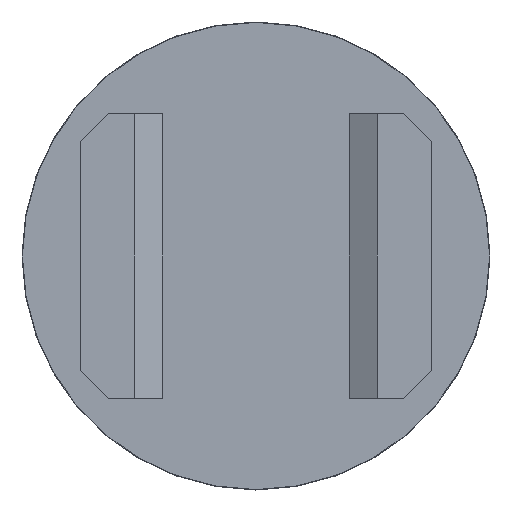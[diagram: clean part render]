
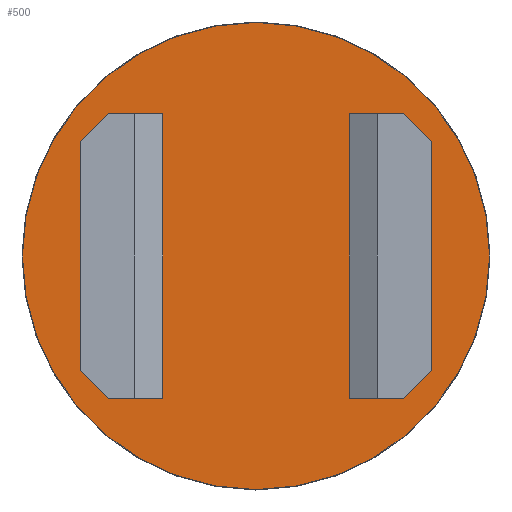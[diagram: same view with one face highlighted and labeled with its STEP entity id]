
A CAD part, front view. The second image highlights one B-rep face of the part: STEP entity #500.
In plain terms, the highlighted planar face has unit normal (0, -1, 0).
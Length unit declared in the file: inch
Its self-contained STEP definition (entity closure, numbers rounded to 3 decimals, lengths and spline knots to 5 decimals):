
#31=FACE_BOUND('',#187,.T.);
#32=FACE_BOUND('',#188,.T.);
#33=LINE('',#711,#75);
#37=LINE('',#719,#79);
#41=LINE('',#727,#83);
#44=LINE('',#734,#86);
#48=LINE('',#742,#90);
#52=LINE('',#750,#94);
#55=LINE('',#795,#97);
#56=LINE('',#797,#98);
#57=LINE('',#798,#99);
#58=LINE('',#800,#100);
#59=LINE('',#802,#101);
#60=LINE('',#803,#102);
#75=VECTOR('',#577,0.3937);
#79=VECTOR('',#583,0.3937);
#83=VECTOR('',#589,0.3937);
#86=VECTOR('',#594,0.3937);
#90=VECTOR('',#600,0.3937);
#94=VECTOR('',#606,0.3937);
#97=VECTOR('',#663,0.3937);
#98=VECTOR('',#664,0.3937);
#99=VECTOR('',#665,0.3937);
#100=VECTOR('',#666,0.3937);
#101=VECTOR('',#667,0.3937);
#102=VECTOR('',#668,0.3937);
#142=FACE_OUTER_BOUND('',#186,.T.);
#186=EDGE_LOOP('',(#364));
#187=EDGE_LOOP('',(#365,#366,#367,#368,#369,#370));
#188=EDGE_LOOP('',(#371,#372,#373,#374,#375,#376));
#204=CIRCLE('',#538,0.5);
#214=VERTEX_POINT('',#709);
#215=VERTEX_POINT('',#710);
#218=VERTEX_POINT('',#718);
#221=VERTEX_POINT('',#726);
#223=VERTEX_POINT('',#732);
#224=VERTEX_POINT('',#733);
#227=VERTEX_POINT('',#741);
#230=VERTEX_POINT('',#749);
#236=VERTEX_POINT('',#766);
#245=VERTEX_POINT('',#794);
#246=VERTEX_POINT('',#796);
#247=VERTEX_POINT('',#799);
#248=VERTEX_POINT('',#801);
#256=EDGE_CURVE('',#214,#215,#33,.T.);
#260=EDGE_CURVE('',#215,#218,#37,.T.);
#264=EDGE_CURVE('',#218,#221,#41,.T.);
#267=EDGE_CURVE('',#223,#224,#44,.T.);
#271=EDGE_CURVE('',#224,#227,#48,.T.);
#275=EDGE_CURVE('',#227,#230,#52,.T.);
#282=EDGE_CURVE('',#236,#236,#204,.T.);
#291=EDGE_CURVE('',#245,#223,#55,.T.);
#292=EDGE_CURVE('',#246,#245,#56,.T.);
#293=EDGE_CURVE('',#230,#246,#57,.T.);
#294=EDGE_CURVE('',#247,#214,#58,.T.);
#295=EDGE_CURVE('',#248,#247,#59,.T.);
#296=EDGE_CURVE('',#221,#248,#60,.T.);
#364=ORIENTED_EDGE('',*,*,#282,.F.);
#365=ORIENTED_EDGE('',*,*,#275,.F.);
#366=ORIENTED_EDGE('',*,*,#271,.F.);
#367=ORIENTED_EDGE('',*,*,#267,.F.);
#368=ORIENTED_EDGE('',*,*,#291,.F.);
#369=ORIENTED_EDGE('',*,*,#292,.F.);
#370=ORIENTED_EDGE('',*,*,#293,.F.);
#371=ORIENTED_EDGE('',*,*,#264,.F.);
#372=ORIENTED_EDGE('',*,*,#260,.F.);
#373=ORIENTED_EDGE('',*,*,#256,.F.);
#374=ORIENTED_EDGE('',*,*,#294,.F.);
#375=ORIENTED_EDGE('',*,*,#295,.F.);
#376=ORIENTED_EDGE('',*,*,#296,.F.);
#435=PLANE('',#556);
#500=ADVANCED_FACE('',(#142,#31,#32),#435,.F.);
#538=AXIS2_PLACEMENT_3D('',#767,#625,#626);
#556=AXIS2_PLACEMENT_3D('',#793,#661,#662);
#577=DIRECTION('',(0.,0.,1.));
#583=DIRECTION('',(-1.,0.,0.));
#589=DIRECTION('',(-0.707,0.,-0.707));
#594=DIRECTION('',(0.,0.,-1.));
#600=DIRECTION('',(1.,0.,0.));
#606=DIRECTION('',(0.707,0.,0.707));
#625=DIRECTION('center_axis',(0.,1.,0.));
#626=DIRECTION('ref_axis',(-1.,0.,0.));
#661=DIRECTION('center_axis',(0.,1.,0.));
#662=DIRECTION('ref_axis',(-1.,0.,0.));
#663=DIRECTION('',(-1.,0.,0.));
#664=DIRECTION('',(-0.707,0.,0.707));
#665=DIRECTION('',(0.,0.,1.));
#666=DIRECTION('',(1.,0.,0.));
#667=DIRECTION('',(0.707,0.,-0.707));
#668=DIRECTION('',(0.,0.,-1.));
#709=CARTESIAN_POINT('',(-0.2,0.14,-0.305));
#710=CARTESIAN_POINT('',(-0.2,0.14,0.305));
#711=CARTESIAN_POINT('',(-0.2,0.14,0.1525));
#718=CARTESIAN_POINT('',(-0.315,0.14,0.305));
#719=CARTESIAN_POINT('',(-0.1875,0.14,0.305));
#726=CARTESIAN_POINT('',(-0.375,0.14,0.245));
#727=CARTESIAN_POINT('',(-0.3275,0.14,0.2925));
#732=CARTESIAN_POINT('',(0.2,0.14,0.305));
#733=CARTESIAN_POINT('',(0.2,0.14,-0.305));
#734=CARTESIAN_POINT('',(0.2,0.14,-0.1525));
#741=CARTESIAN_POINT('',(0.315,0.14,-0.305));
#742=CARTESIAN_POINT('',(0.1875,0.14,-0.305));
#749=CARTESIAN_POINT('',(0.375,0.14,-0.245));
#750=CARTESIAN_POINT('',(0.3275,0.14,-0.2925));
#766=CARTESIAN_POINT('',(0.5,0.14,0.));
#767=CARTESIAN_POINT('Origin',(0.,0.14,0.));
#793=CARTESIAN_POINT('Origin',(0.,0.14,0.));
#794=CARTESIAN_POINT('',(0.315,0.14,0.305));
#795=CARTESIAN_POINT('',(0.1,0.14,0.305));
#796=CARTESIAN_POINT('',(0.375,0.14,0.245));
#797=CARTESIAN_POINT('',(0.3275,0.14,0.2925));
#798=CARTESIAN_POINT('',(0.375,0.14,0.1525));
#799=CARTESIAN_POINT('',(-0.315,0.14,-0.305));
#800=CARTESIAN_POINT('',(-0.1,0.14,-0.305));
#801=CARTESIAN_POINT('',(-0.375,0.14,-0.245));
#802=CARTESIAN_POINT('',(-0.3275,0.14,-0.2925));
#803=CARTESIAN_POINT('',(-0.375,0.14,-0.1525));
